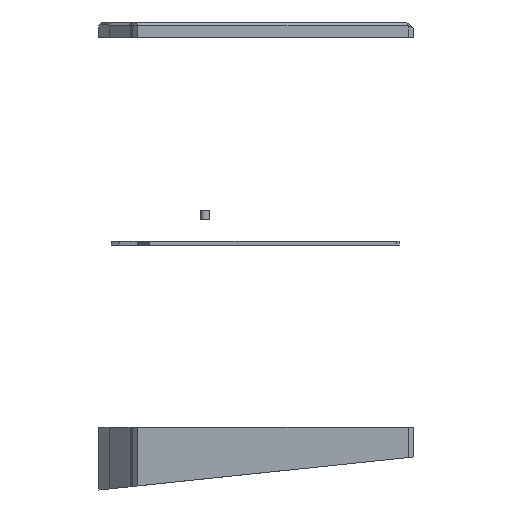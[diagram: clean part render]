
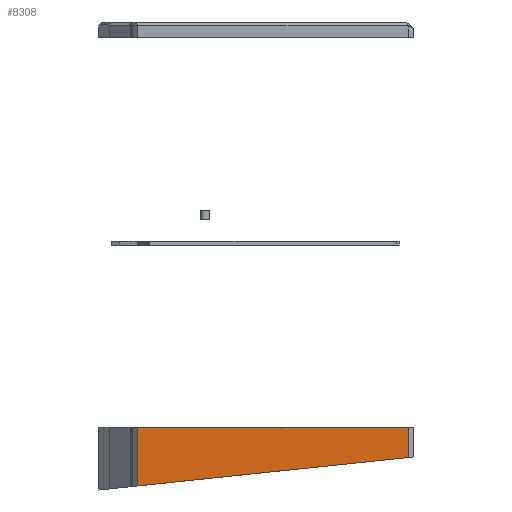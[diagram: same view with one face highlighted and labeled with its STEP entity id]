
A CAD part, left-side view. The second image highlights one B-rep face of the part: STEP entity #8308.
In plain terms, the highlighted planar face has unit normal (-1, 0, 0).
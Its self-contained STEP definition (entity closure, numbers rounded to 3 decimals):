
#498=FACE_OUTER_BOUND('',#1017,.T.);
#1017=EDGE_LOOP('',(#6864,#6865,#6866,#6867));
#1727=LINE('',#12156,#2833);
#1738=LINE('',#12178,#2844);
#1772=LINE('',#12259,#2878);
#1794=LINE('',#12300,#2900);
#2833=VECTOR('',#9942,10.);
#2844=VECTOR('',#9957,10.);
#2878=VECTOR('',#10007,10.);
#2900=VECTOR('',#10033,10.);
#3783=VERTEX_POINT('',#12149);
#3786=VERTEX_POINT('',#12154);
#3795=VERTEX_POINT('',#12177);
#3834=VERTEX_POINT('',#12258);
#4735=EDGE_CURVE('',#3786,#3783,#1727,.T.);
#4746=EDGE_CURVE('',#3783,#3795,#1738,.T.);
#4787=EDGE_CURVE('',#3795,#3834,#1772,.T.);
#4809=EDGE_CURVE('',#3786,#3834,#1794,.T.);
#6864=ORIENTED_EDGE('',*,*,#4735,.F.);
#6865=ORIENTED_EDGE('',*,*,#4809,.T.);
#6866=ORIENTED_EDGE('',*,*,#4787,.F.);
#6867=ORIENTED_EDGE('',*,*,#4746,.F.);
#7900=PLANE('',#8780);
#8308=ADVANCED_FACE('',(#498),#7900,.T.);
#8780=AXIS2_PLACEMENT_3D('',#12561,#10299,#10300);
#9942=DIRECTION('',(0.,0.,1.));
#9957=DIRECTION('',(0.,-1.,0.));
#10007=DIRECTION('',(0.,0.,-1.));
#10033=DIRECTION('',(0.,-0.995,0.105));
#10299=DIRECTION('center_axis',(-1.,0.,0.));
#10300=DIRECTION('ref_axis',(0.,-1.,0.));
#12149=CARTESIAN_POINT('',(-84.696,43.998,-70.5));
#12154=CARTESIAN_POINT('',(-84.696,43.998,-93.223));
#12156=CARTESIAN_POINT('',(-84.696,43.998,-100.));
#12177=CARTESIAN_POINT('',(-84.696,-60.781,-70.5));
#12178=CARTESIAN_POINT('',(-84.696,45.998,-70.5));
#12258=CARTESIAN_POINT('',(-84.696,-60.781,-82.21));
#12259=CARTESIAN_POINT('',(-84.696,-60.781,-100.));
#12300=CARTESIAN_POINT('',(-84.696,52.894,-94.158));
#12561=CARTESIAN_POINT('Origin',(-84.696,45.998,-100.));
